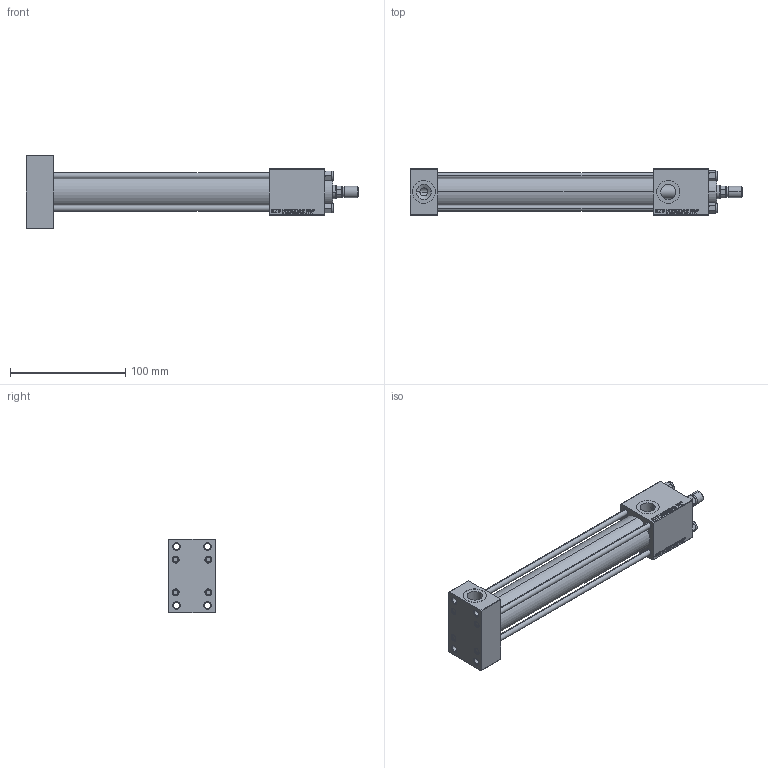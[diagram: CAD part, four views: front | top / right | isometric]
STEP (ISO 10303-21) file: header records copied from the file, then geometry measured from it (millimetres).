
FILE_DESCRIPTION (( 'STEP AP203' ), '1' );
FILE_NAME ('e88b.STEP', '2024-08-16T05:39:20', ( '' ), ( '' ), 'SwSTEP 2.0', 'SolidWorks 2019', '' );
FILE_SCHEMA (( 'CONFIG_CONTROL_DESIGN' ));
Length unit declared in the file: millimetre
Products named in the file (7): V215CR_E_Body 8c0f6a8609c2d03ef44c20e4b7c49caa; V215CR_TYCINKA_E 8c0f6a8609c2d03ef44c20e4b7c49caa; e88b; V215CR_VCP_E 8c0f6a8609c2d03ef44c20e4b7c49caa; NUT_M5_E 8c0f6a8609c2d03ef44c20e4b7c49caa; V215_VC_A 8c0f6a8609c2d03ef44c20e4b7c49caa; ROD_END_AH 8c0f6a8609c2d03ef44c20e4b7c49caa
Assembly tree (12 placements, depth 2):
  e88b
    V215CR_E_Body 8c0f6a8609c2d03ef44c20e4b7c49caa
    V215CR_VCP_E 8c0f6a8609c2d03ef44c20e4b7c49caa
    V215CR_TYCINKA_E 8c0f6a8609c2d03ef44c20e4b7c49caa  x4
    NUT_M5_E 8c0f6a8609c2d03ef44c20e4b7c49caa  x4
    V215_VC_A 8c0f6a8609c2d03ef44c20e4b7c49caa
    ROD_END_AH 8c0f6a8609c2d03ef44c20e4b7c49caa
Bounding box: 288 x 40 x 64 mm (x, y, z)
Volume: 228339.4 mm3; surface area: 101682.6 mm2
Topology: 12 solids, 12 shells, 1149 faces, 2881 edges, 1861 vertices
Faces by surface type: plane 501, bspline 392, cone 156, cylinder 90, torus 10
Entity records: 50396 total; most frequent: CARTESIAN_POINT 27105, ORIENTED_EDGE 5254, DIRECTION 3341, EDGE_CURVE 2627, VERTEX_POINT 1717, LINE 1563, VECTOR 1563, EDGE_LOOP 1162
